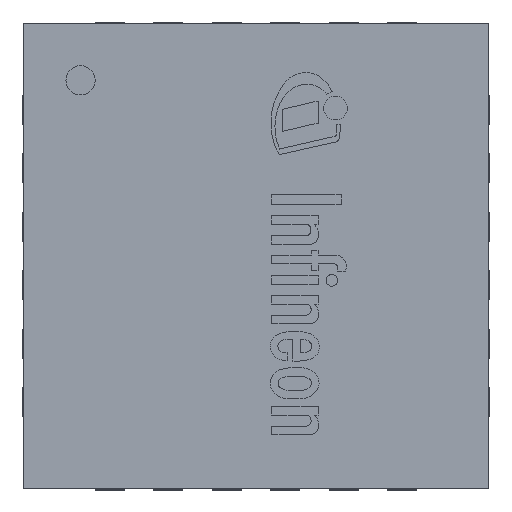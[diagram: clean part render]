
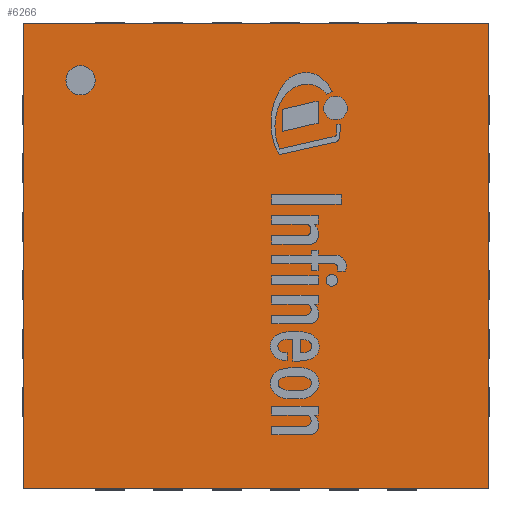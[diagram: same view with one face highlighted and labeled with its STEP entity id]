
A CAD part, top view. The second image highlights one B-rep face of the part: STEP entity #6266.
In plain terms, the highlighted planar face has unit normal (0, 0, 1).
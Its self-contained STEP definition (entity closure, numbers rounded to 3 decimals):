
#72=FACE_BOUND('',#859,.T.);
#162=PLANE('',#6705);
#475=FACE_OUTER_BOUND('',#858,.T.);
#858=EDGE_LOOP('',(#4520,#4521,#4522,#4523));
#859=EDGE_LOOP('',(#4524));
#1261=LINE('',#8985,#2014);
#1297=LINE('',#9057,#2050);
#1328=LINE('',#9118,#2081);
#1354=LINE('',#9169,#2107);
#2014=VECTOR('',#7244,1000.);
#2050=VECTOR('',#7282,1000.);
#2081=VECTOR('',#7315,1000.);
#2107=VECTOR('',#7343,1000.);
#2754=CIRCLE('',#6700,0.125);
#2886=VERTEX_POINT('',#8951);
#2901=VERTEX_POINT('',#8982);
#2902=VERTEX_POINT('',#8984);
#2937=VERTEX_POINT('',#9055);
#2966=VERTEX_POINT('',#9116);
#3494=EDGE_CURVE('',#2886,#2886,#2754,.T.);
#3509=EDGE_CURVE('',#2902,#2901,#1261,.T.);
#3545=EDGE_CURVE('',#2901,#2937,#1297,.T.);
#3576=EDGE_CURVE('',#2937,#2966,#1328,.T.);
#3602=EDGE_CURVE('',#2966,#2902,#1354,.T.);
#4520=ORIENTED_EDGE('',*,*,#3509,.T.);
#4521=ORIENTED_EDGE('',*,*,#3545,.T.);
#4522=ORIENTED_EDGE('',*,*,#3576,.T.);
#4523=ORIENTED_EDGE('',*,*,#3602,.T.);
#4524=ORIENTED_EDGE('',*,*,#3494,.F.);
#6266=ADVANCED_FACE('',(#475,#72),#162,.T.);
#6700=AXIS2_PLACEMENT_3D('',#8953,#7226,#7227);
#6705=AXIS2_PLACEMENT_3D('',#9170,#7344,#7345);
#7226=DIRECTION('center_axis',(0.,0.,1.));
#7227=DIRECTION('ref_axis',(0.,-1.,0.));
#7244=DIRECTION('',(1.,0.,0.));
#7282=DIRECTION('',(0.,1.,0.));
#7315=DIRECTION('',(-1.,0.,0.));
#7343=DIRECTION('',(0.,-1.,0.));
#7344=DIRECTION('center_axis',(0.,0.,1.));
#7345=DIRECTION('ref_axis',(0.,-1.,0.));
#8951=CARTESIAN_POINT('',(-1.5,1.625,0.9));
#8953=CARTESIAN_POINT('Origin',(-1.5,1.5,0.9));
#8982=CARTESIAN_POINT('',(1.99,-1.99,0.9));
#8984=CARTESIAN_POINT('',(-1.99,-1.99,0.9));
#8985=CARTESIAN_POINT('',(1.99,-1.99,0.9));
#9055=CARTESIAN_POINT('',(1.99,1.99,0.9));
#9057=CARTESIAN_POINT('',(1.99,1.99,0.9));
#9116=CARTESIAN_POINT('',(-1.99,1.99,0.9));
#9118=CARTESIAN_POINT('',(1.99,1.99,0.9));
#9169=CARTESIAN_POINT('',(-1.99,1.99,0.9));
#9170=CARTESIAN_POINT('Origin',(0.,0.,0.9));
